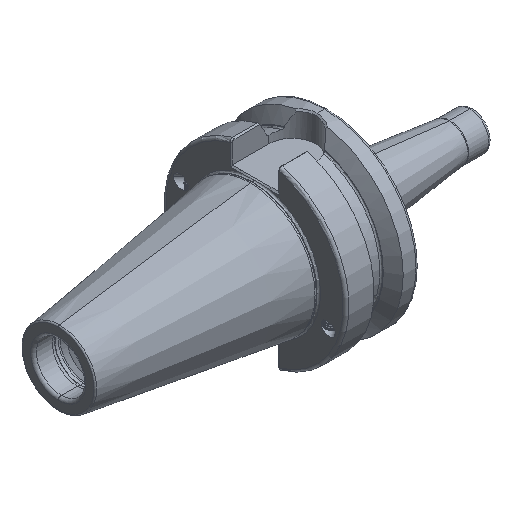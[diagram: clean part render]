
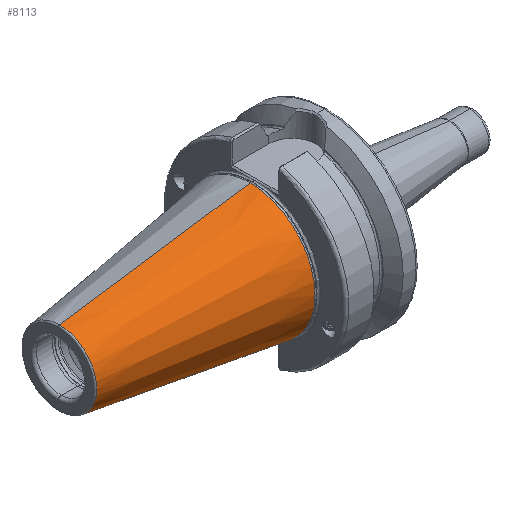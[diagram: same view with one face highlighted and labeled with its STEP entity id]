
A CAD part, isometric view. The second image highlights one B-rep face of the part: STEP entity #8113.
In plain terms, the highlighted conical face has half-angle 8.297 degrees and reference radius 22.298 mm.
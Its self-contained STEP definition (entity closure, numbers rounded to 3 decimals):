
#40 = EDGE_CURVE ( 'NONE', #4914, #4916, #9345, .T. ) ;
#42 = EDGE_CURVE ( 'NONE', #4915, #4917, #9351, .T. ) ;
#706 = FACE_OUTER_BOUND ( 'NONE', #2629, .T. ) ;
#709 = AXIS2_PLACEMENT_3D ( 'NONE', #12819, #12820, #12821 ) ;
#1302 = VECTOR ( 'NONE', #9353, 1000. ) ;
#1307 = VECTOR ( 'NONE', #9347, 1000. ) ;
#2018 = CARTESIAN_POINT ( 'NONE',  ( -1.5, 0., 0. ) ) ;
#2019 = DIRECTION ( 'NONE',  ( 1., 0., 0. ) ) ;
#2020 = DIRECTION ( 'NONE',  ( 0., 0., -1. ) ) ;
#2021 = CARTESIAN_POINT ( 'NONE',  ( -66.972, 0., 0. ) ) ;
#2022 = DIRECTION ( 'NONE',  ( 1., 0., 0. ) ) ;
#2023 = DIRECTION ( 'NONE',  ( 0., 0., -1. ) ) ;
#2629 = EDGE_LOOP ( 'NONE', ( #5686, #5687, #5688, #5685 ) ) ;
#4914 = VERTEX_POINT ( 'NONE', #12012 ) ;
#4915 = VERTEX_POINT ( 'NONE', #12013 ) ;
#4916 = VERTEX_POINT ( 'NONE', #12014 ) ;
#4917 = VERTEX_POINT ( 'NONE', #12015 ) ;
#5685 = ORIENTED_EDGE ( 'NONE', *, *, #13348, .F. ) ;
#5686 = ORIENTED_EDGE ( 'NONE', *, *, #40, .F. ) ;
#5687 = ORIENTED_EDGE ( 'NONE', *, *, #13349, .T. ) ;
#5688 = ORIENTED_EDGE ( 'NONE', *, *, #42, .T. ) ;
#7653 = CONICAL_SURFACE ( 'NONE', #709, 22.298, 0.145 ) ;
#7813 = CIRCLE ( 'NONE', #11113, 22.298 ) ;
#7814 = CIRCLE ( 'NONE', #11112, 12.75 ) ;
#8113 = ADVANCED_FACE ( 'NONE', ( #706 ), #7653, .T. ) ;
#9345 = LINE ( 'NONE', #9346, #1307 ) ;
#9346 = CARTESIAN_POINT ( 'NONE',  ( -1.5, 0., 22.298 ) ) ;
#9347 = DIRECTION ( 'NONE',  ( 0.99, 0., 0.144 ) ) ;
#9351 = LINE ( 'NONE', #9352, #1302 ) ;
#9352 = CARTESIAN_POINT ( 'NONE',  ( -1.5, 0., -22.298 ) ) ;
#9353 = DIRECTION ( 'NONE',  ( 0.99, 0., -0.144 ) ) ;
#11112 = AXIS2_PLACEMENT_3D ( 'NONE', #2021, #2022, #2023 ) ;
#11113 = AXIS2_PLACEMENT_3D ( 'NONE', #2018, #2019, #2020 ) ;
#12012 = CARTESIAN_POINT ( 'NONE',  ( -66.972, 0., 12.75 ) ) ;
#12013 = CARTESIAN_POINT ( 'NONE',  ( -66.972, 0., -12.75 ) ) ;
#12014 = CARTESIAN_POINT ( 'NONE',  ( -1.5, 0., 22.298 ) ) ;
#12015 = CARTESIAN_POINT ( 'NONE',  ( -1.5, 0., -22.298 ) ) ;
#12819 = CARTESIAN_POINT ( 'NONE',  ( -1.5, 0., 0. ) ) ;
#12820 = DIRECTION ( 'NONE',  ( 1., 0., 0. ) ) ;
#12821 = DIRECTION ( 'NONE',  ( 0., 0., -1. ) ) ;
#13348 = EDGE_CURVE ( 'NONE', #4916, #4917, #7813, .T. ) ;
#13349 = EDGE_CURVE ( 'NONE', #4914, #4915, #7814, .T. ) ;
